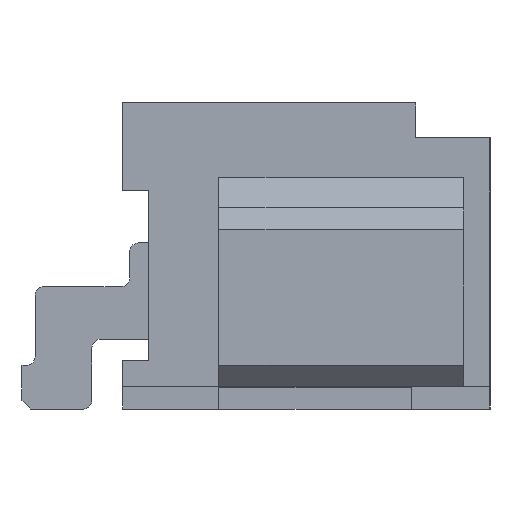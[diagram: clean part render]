
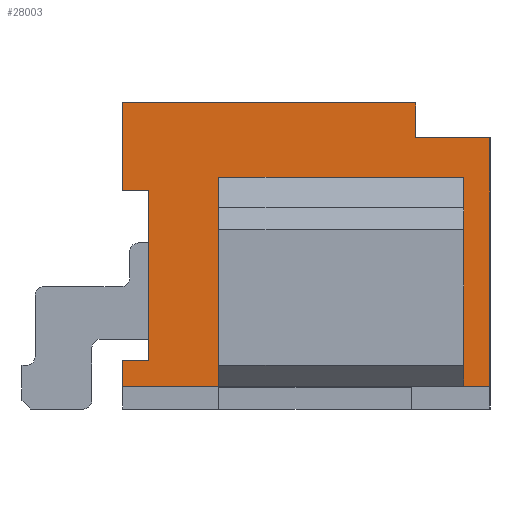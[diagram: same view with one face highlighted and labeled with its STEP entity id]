
A CAD part, left-side view. The second image highlights one B-rep face of the part: STEP entity #28003.
In plain terms, the highlighted planar face has unit normal (-1, 0, 0).
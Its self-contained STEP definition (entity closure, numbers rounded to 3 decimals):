
#448 = DIRECTION ( 'NONE',  ( 0., 1., 0. ) ) ;
#778 = EDGE_CURVE ( 'NONE', #15438, #19709, #18026, .T. ) ;
#827 = VERTEX_POINT ( 'NONE', #25757 ) ;
#868 = LINE ( 'NONE', #31593, #24917 ) ;
#915 = LINE ( 'NONE', #31135, #32238 ) ;
#1111 = ORIENTED_EDGE ( 'NONE', *, *, #32051, .T. ) ;
#1528 = CARTESIAN_POINT ( 'NONE',  ( -6.4, 2.1, 0.26 ) ) ;
#1990 = DIRECTION ( 'NONE',  ( 0., 0., 1. ) ) ;
#2228 = VECTOR ( 'NONE', #29235, 1000. ) ;
#2755 = DIRECTION ( 'NONE',  ( 0., 1., 0. ) ) ;
#2811 = VECTOR ( 'NONE', #18555, 1000. ) ;
#3171 = EDGE_CURVE ( 'NONE', #30856, #13300, #10699, .T. ) ;
#3444 = VECTOR ( 'NONE', #30247, 1000. ) ;
#3594 = ORIENTED_EDGE ( 'NONE', *, *, #3171, .F. ) ;
#3706 = ORIENTED_EDGE ( 'NONE', *, *, #32759, .F. ) ;
#4624 = CARTESIAN_POINT ( 'NONE',  ( -6.4, 2.1, 0.56 ) ) ;
#4926 = PLANE ( 'NONE',  #31211 ) ;
#5135 = VERTEX_POINT ( 'NONE', #14531 ) ;
#5194 = VERTEX_POINT ( 'NONE', #7421 ) ;
#5841 = EDGE_CURVE ( 'NONE', #11650, #6542, #915, .T. ) ;
#6031 = DIRECTION ( 'NONE',  ( 0., 0., 1. ) ) ;
#6206 = CARTESIAN_POINT ( 'NONE',  ( -6.4, 1.8, 0.56 ) ) ;
#6256 = CARTESIAN_POINT ( 'NONE',  ( -6.4, -2.1, 0.26 ) ) ;
#6536 = LINE ( 'NONE', #19298, #12537 ) ;
#6542 = VERTEX_POINT ( 'NONE', #22648 ) ;
#6867 = VECTOR ( 'NONE', #6031, 1000. ) ;
#7421 = CARTESIAN_POINT ( 'NONE',  ( -6.4, -2.1, 3.1 ) ) ;
#7612 = ORIENTED_EDGE ( 'NONE', *, *, #22522, .T. ) ;
#7802 = VERTEX_POINT ( 'NONE', #23786 ) ;
#8585 = DIRECTION ( 'NONE',  ( 0., 1., 0. ) ) ;
#8660 = CARTESIAN_POINT ( 'NONE',  ( -6.4, 2.1, 2.5 ) ) ;
#9224 = DIRECTION ( 'NONE',  ( 0., 0., 1. ) ) ;
#9285 = VECTOR ( 'NONE', #26119, 1000. ) ;
#9653 = VERTEX_POINT ( 'NONE', #18851 ) ;
#10049 = CARTESIAN_POINT ( 'NONE',  ( -6.4, -2.1, 3.5 ) ) ;
#10500 = CARTESIAN_POINT ( 'NONE',  ( -6.4, 1., 0. ) ) ;
#10699 = LINE ( 'NONE', #20952, #12164 ) ;
#10979 = LINE ( 'NONE', #10500, #25542 ) ;
#11241 = EDGE_CURVE ( 'NONE', #827, #9653, #10979, .T. ) ;
#11276 = LINE ( 'NONE', #16140, #12166 ) ;
#11458 = ORIENTED_EDGE ( 'NONE', *, *, #31705, .T. ) ;
#11650 = VERTEX_POINT ( 'NONE', #24510 ) ;
#11942 = LINE ( 'NONE', #27741, #3444 ) ;
#12164 = VECTOR ( 'NONE', #448, 1000. ) ;
#12166 = VECTOR ( 'NONE', #26404, 1000. ) ;
#12537 = VECTOR ( 'NONE', #9224, 1000. ) ;
#12807 = CARTESIAN_POINT ( 'NONE',  ( -6.4, 2.1, 0.26 ) ) ;
#13300 = VERTEX_POINT ( 'NONE', #8660 ) ;
#13385 = LINE ( 'NONE', #31717, #6867 ) ;
#13451 = VECTOR ( 'NONE', #2755, 1000. ) ;
#13688 = LINE ( 'NONE', #28787, #9285 ) ;
#14385 = EDGE_CURVE ( 'NONE', #19709, #7802, #11942, .T. ) ;
#14390 = CARTESIAN_POINT ( 'NONE',  ( -6.4, 2.1, 3.5 ) ) ;
#14531 = CARTESIAN_POINT ( 'NONE',  ( -6.4, 1.8, 0.56 ) ) ;
#14665 = EDGE_CURVE ( 'NONE', #827, #26857, #868, .T. ) ;
#15438 = VERTEX_POINT ( 'NONE', #6256 ) ;
#15448 = ORIENTED_EDGE ( 'NONE', *, *, #29393, .F. ) ;
#16140 = CARTESIAN_POINT ( 'NONE',  ( -6.4, 2.1, 2.65 ) ) ;
#16190 = LINE ( 'NONE', #23275, #2811 ) ;
#16613 = LINE ( 'NONE', #31763, #2228 ) ;
#18026 = LINE ( 'NONE', #12807, #13451 ) ;
#18201 = DIRECTION ( 'NONE',  ( 0., 0., 1. ) ) ;
#18555 = DIRECTION ( 'NONE',  ( 0., -1., 0. ) ) ;
#18851 = CARTESIAN_POINT ( 'NONE',  ( -6.4, 1., 2.65 ) ) ;
#18865 = VERTEX_POINT ( 'NONE', #4624 ) ;
#19298 = CARTESIAN_POINT ( 'NONE',  ( -6.4, 2.1, 3.5 ) ) ;
#19709 = VERTEX_POINT ( 'NONE', #20363 ) ;
#20206 = VERTEX_POINT ( 'NONE', #14390 ) ;
#20363 = CARTESIAN_POINT ( 'NONE',  ( -6.4, -1.8, 0.26 ) ) ;
#20902 = DIRECTION ( 'NONE',  ( 0., 0., 1. ) ) ;
#20952 = CARTESIAN_POINT ( 'NONE',  ( -6.4, 1.8, 2.5 ) ) ;
#22522 = EDGE_CURVE ( 'NONE', #5135, #18865, #23988, .T. ) ;
#22648 = CARTESIAN_POINT ( 'NONE',  ( -6.4, -1.25, 3.5 ) ) ;
#22819 = ORIENTED_EDGE ( 'NONE', *, *, #28825, .F. ) ;
#23275 = CARTESIAN_POINT ( 'NONE',  ( -6.4, 2.1, 3.5 ) ) ;
#23470 = ORIENTED_EDGE ( 'NONE', *, *, #778, .F. ) ;
#23786 = CARTESIAN_POINT ( 'NONE',  ( -6.4, -1.8, 2.65 ) ) ;
#23892 = DIRECTION ( 'NONE',  ( 0., 0., -1. ) ) ;
#23903 = EDGE_LOOP ( 'NONE', ( #22819, #24393, #32607, #31278, #3594, #3706, #7612, #15448, #31423, #32026, #11458, #28468, #23470, #1111 ) ) ;
#23988 = LINE ( 'NONE', #6206, #29685 ) ;
#24053 = CARTESIAN_POINT ( 'NONE',  ( -6.4, 2.1, 3.5 ) ) ;
#24393 = ORIENTED_EDGE ( 'NONE', *, *, #5841, .T. ) ;
#24510 = CARTESIAN_POINT ( 'NONE',  ( -6.4, -1.25, 3.1 ) ) ;
#24917 = VECTOR ( 'NONE', #8585, 1000. ) ;
#24987 = EDGE_CURVE ( 'NONE', #13300, #20206, #16613, .T. ) ;
#25002 = LINE ( 'NONE', #10049, #25664 ) ;
#25375 = EDGE_CURVE ( 'NONE', #20206, #6542, #16190, .T. ) ;
#25542 = VECTOR ( 'NONE', #20902, 1000. ) ;
#25664 = VECTOR ( 'NONE', #1990, 1000. ) ;
#25757 = CARTESIAN_POINT ( 'NONE',  ( -6.4, 1., 0.26 ) ) ;
#26066 = DIRECTION ( 'NONE',  ( 1., 0., 0. ) ) ;
#26119 = DIRECTION ( 'NONE',  ( 0., -1., 0. ) ) ;
#26404 = DIRECTION ( 'NONE',  ( 0., -1., 0. ) ) ;
#26857 = VERTEX_POINT ( 'NONE', #1528 ) ;
#27741 = CARTESIAN_POINT ( 'NONE',  ( -6.4, -1.8, 0. ) ) ;
#27929 = FACE_OUTER_BOUND ( 'NONE', #23903, .T. ) ;
#28003 = ADVANCED_FACE ( 'NONE', ( #27929 ), #4926, .F. ) ;
#28241 = CARTESIAN_POINT ( 'NONE',  ( -6.4, 1.8, 2.5 ) ) ;
#28468 = ORIENTED_EDGE ( 'NONE', *, *, #14385, .F. ) ;
#28787 = CARTESIAN_POINT ( 'NONE',  ( -6.4, 0., 3.1 ) ) ;
#28825 = EDGE_CURVE ( 'NONE', #11650, #5194, #13688, .T. ) ;
#29235 = DIRECTION ( 'NONE',  ( 0., 0., 1. ) ) ;
#29393 = EDGE_CURVE ( 'NONE', #26857, #18865, #6536, .T. ) ;
#29685 = VECTOR ( 'NONE', #32038, 1000. ) ;
#30247 = DIRECTION ( 'NONE',  ( 0., 0., 1. ) ) ;
#30856 = VERTEX_POINT ( 'NONE', #28241 ) ;
#31135 = CARTESIAN_POINT ( 'NONE',  ( -6.4, -1.25, 3.1 ) ) ;
#31211 = AXIS2_PLACEMENT_3D ( 'NONE', #24053, #26066, #23892 ) ;
#31278 = ORIENTED_EDGE ( 'NONE', *, *, #24987, .F. ) ;
#31423 = ORIENTED_EDGE ( 'NONE', *, *, #14665, .F. ) ;
#31593 = CARTESIAN_POINT ( 'NONE',  ( -6.4, 2.1, 0.26 ) ) ;
#31705 = EDGE_CURVE ( 'NONE', #9653, #7802, #11276, .T. ) ;
#31717 = CARTESIAN_POINT ( 'NONE',  ( -6.4, 1.8, 0.56 ) ) ;
#31763 = CARTESIAN_POINT ( 'NONE',  ( -6.4, 2.1, 3.5 ) ) ;
#32026 = ORIENTED_EDGE ( 'NONE', *, *, #11241, .T. ) ;
#32038 = DIRECTION ( 'NONE',  ( 0., 1., 0. ) ) ;
#32051 = EDGE_CURVE ( 'NONE', #15438, #5194, #25002, .T. ) ;
#32238 = VECTOR ( 'NONE', #18201, 1000. ) ;
#32607 = ORIENTED_EDGE ( 'NONE', *, *, #25375, .F. ) ;
#32759 = EDGE_CURVE ( 'NONE', #5135, #30856, #13385, .T. ) ;
